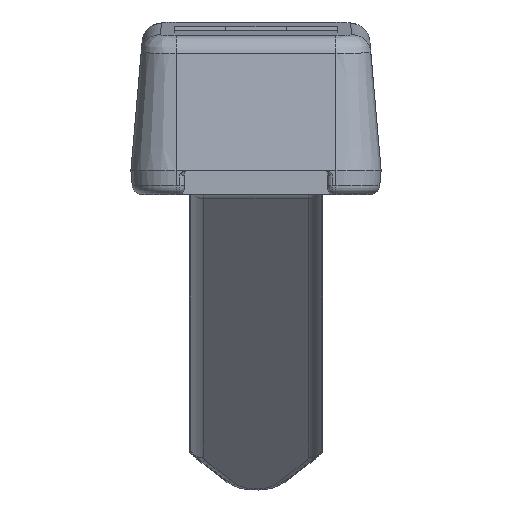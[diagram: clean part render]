
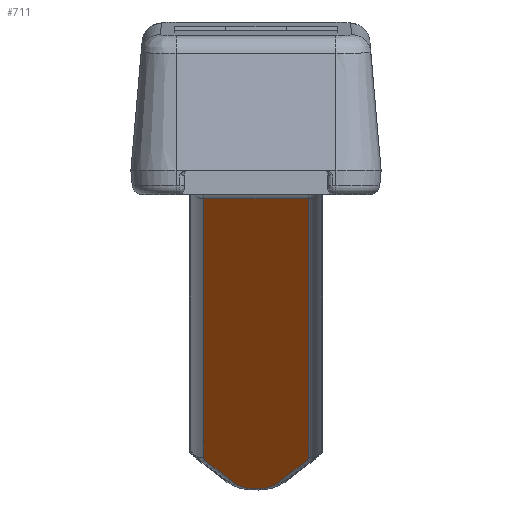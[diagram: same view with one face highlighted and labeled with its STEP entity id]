
A CAD part, front view. The second image highlights one B-rep face of the part: STEP entity #711.
In plain terms, the highlighted planar face has unit normal (0, -0.407, -0.913).
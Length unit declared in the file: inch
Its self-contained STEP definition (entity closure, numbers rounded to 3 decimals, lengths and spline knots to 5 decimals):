
#711=ADVANCED_FACE('',(#998),#808,.T.);
#808=PLANE('',#3891);
#998=FACE_OUTER_BOUND('',#1203,.T.);
#1203=EDGE_LOOP('',(#2706,#2707,#2708,#2709,#2710,#2711,#2712,#2713));
#1474=LINE('',#7026,#1749);
#1475=LINE('',#7034,#1750);
#1476=LINE('',#7042,#1751);
#1477=LINE('',#7050,#1752);
#1478=LINE('',#7062,#1753);
#1749=VECTOR('',#4669,1.);
#1750=VECTOR('',#4680,1.);
#1751=VECTOR('',#4691,1.);
#1752=VECTOR('',#4702,1.);
#1753=VECTOR('',#4725,1.);
#2706=ORIENTED_EDGE('',*,*,#3508,.T.);
#2707=ORIENTED_EDGE('',*,*,#3502,.T.);
#2708=ORIENTED_EDGE('',*,*,#3500,.T.);
#2709=ORIENTED_EDGE('',*,*,#3498,.T.);
#2710=ORIENTED_EDGE('',*,*,#3496,.T.);
#2711=ORIENTED_EDGE('',*,*,#3494,.T.);
#2712=ORIENTED_EDGE('',*,*,#3492,.T.);
#2713=ORIENTED_EDGE('',*,*,#3490,.T.);
#3018=VERTEX_POINT('',#7021);
#3019=VERTEX_POINT('',#7025);
#3020=VERTEX_POINT('',#7029);
#3021=VERTEX_POINT('',#7033);
#3022=VERTEX_POINT('',#7037);
#3023=VERTEX_POINT('',#7041);
#3024=VERTEX_POINT('',#7045);
#3025=VERTEX_POINT('',#7049);
#3490=EDGE_CURVE('',#3019,#3018,#1474,.T.);
#3492=EDGE_CURVE('',#3020,#3019,#3599,.T.);
#3494=EDGE_CURVE('',#3021,#3020,#1475,.T.);
#3496=EDGE_CURVE('',#3022,#3021,#3602,.T.);
#3498=EDGE_CURVE('',#3023,#3022,#1476,.T.);
#3500=EDGE_CURVE('',#3024,#3023,#3605,.T.);
#3502=EDGE_CURVE('',#3025,#3024,#1477,.T.);
#3508=EDGE_CURVE('',#3018,#3025,#1478,.T.);
#3599=CIRCLE('',#3867,0.016);
#3602=CIRCLE('',#3872,0.024);
#3605=CIRCLE('',#3877,0.016);
#3867=AXIS2_PLACEMENT_3D('',#7030,#4674,#4675);
#3872=AXIS2_PLACEMENT_3D('',#7038,#4685,#4686);
#3877=AXIS2_PLACEMENT_3D('',#7046,#4696,#4697);
#3891=AXIS2_PLACEMENT_3D('',#7063,#4726,#4727);
#4669=DIRECTION('',(0.,-0.914,0.407));
#4674=DIRECTION('',(0.,-0.407,-0.914));
#4675=DIRECTION('',(0.,0.914,-0.407));
#4680=DIRECTION('',(0.469,-0.807,0.359));
#4685=DIRECTION('',(0.,-0.407,-0.914));
#4686=DIRECTION('',(0.,0.914,-0.407));
#4691=DIRECTION('',(0.469,0.807,-0.359));
#4696=DIRECTION('',(0.,-0.407,-0.914));
#4697=DIRECTION('',(0.,0.914,-0.407));
#4702=DIRECTION('',(0.,0.914,-0.407));
#4725=DIRECTION('',(-1.,0.,0.));
#4726=DIRECTION('',(0.,-0.407,-0.914));
#4727=DIRECTION('',(0.,-0.914,0.407));
#7021=CARTESIAN_POINT('',(0.18411,4.97393,-0.03922));
#7025=CARTESIAN_POINT('',(0.18411,5.57906,-0.30864));
#7026=CARTESIAN_POINT('',(0.18411,5.38364,-0.22164));
#7029=CARTESIAN_POINT('',(0.18224,5.58592,-0.3117));
#7030=CARTESIAN_POINT('',(0.16811,5.57906,-0.30864));
#7033=CARTESIAN_POINT('',(0.15119,5.63926,-0.33545));
#7034=CARTESIAN_POINT('',(0.26251,5.448,-0.2503));
#7037=CARTESIAN_POINT('',(0.10881,5.63926,-0.33545));
#7038=CARTESIAN_POINT('',(0.13,5.62896,-0.33086));
#7041=CARTESIAN_POINT('',(0.07776,5.58592,-0.3117));
#7042=CARTESIAN_POINT('',(0.10881,5.63926,-0.33545));
#7045=CARTESIAN_POINT('',(0.07589,5.57906,-0.30864));
#7046=CARTESIAN_POINT('',(0.09189,5.57906,-0.30864));
#7049=CARTESIAN_POINT('',(0.07589,4.97393,-0.03922));
#7050=CARTESIAN_POINT('',(0.07589,5.38364,-0.22164));
#7062=CARTESIAN_POINT('',(0.06089,4.97393,-0.03922));
#7063=CARTESIAN_POINT('',(0.13,5.38364,-0.22164));
